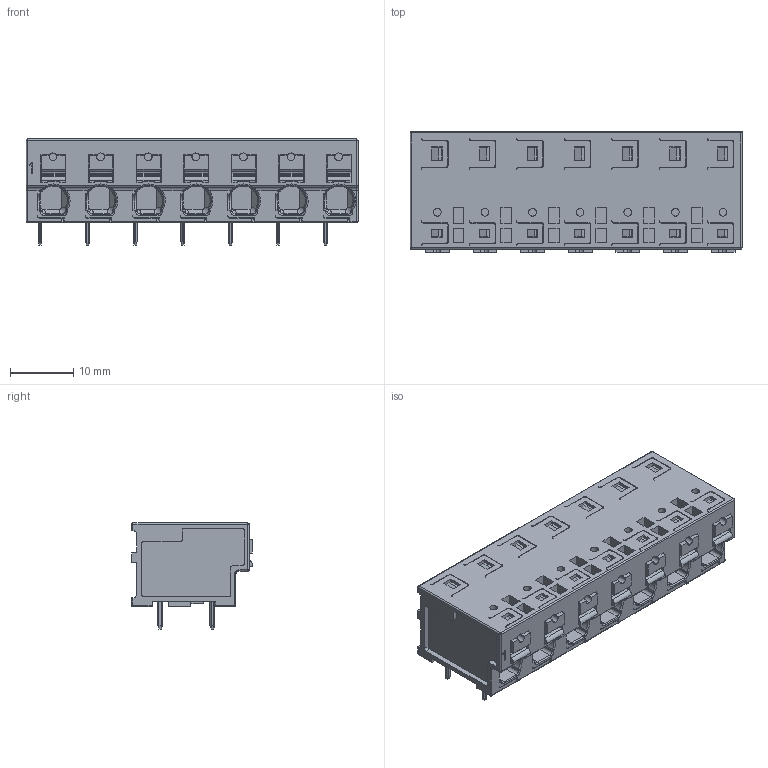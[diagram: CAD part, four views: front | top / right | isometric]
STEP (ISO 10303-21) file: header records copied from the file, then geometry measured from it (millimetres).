
FILE_DESCRIPTION(('CATIA V5 STEP Exchange','CAx-IF Rec.Pracs.--- Model Styling and Organization---1.5--- 2016-08-15','CAx-IF Rec.Pracs.---Supplemental Geometry---1.0---2011-11-01','CAx-IF Rec.Pracs.--- Composite Materials ---1.1---2010-07-15'),'2;1');
FILE_NAME ('2124188-2_0', '2025-12-02T14:32:06+00:00', ('none'), ('Weidmueller'), 'CATIA Version 5-6 Release 2024 SP4', 'CATIA V5 STEP AP214 v3', 'none');
FILE_SCHEMA(('AUTOMOTIVE_DESIGN { 1 0 10303 214 1 1 1 1 }'));
Products named in the file (1): 3124660000
Bounding box: 52.3 x 19 x 16.7 mm (x, y, z)
Volume: 8739.4 mm3; surface area: 9869.1 mm2
Topology: 1 solids, 3 shells, 2684 faces, 7284 edges, 4715 vertices
Faces by surface type: plane 1806, cylinder 552, bspline 150, extrusion 83, torus 37, sphere 28, cone 28
Entity records: 88396 total; most frequent: CARTESIAN_POINT 25103, ORIENTED_EDGE 14514, DIRECTION 9201, EDGE_CURVE 7257, VECTOR 5422, LINE 5339, VERTEX_POINT 4715, EDGE_LOOP 2890
